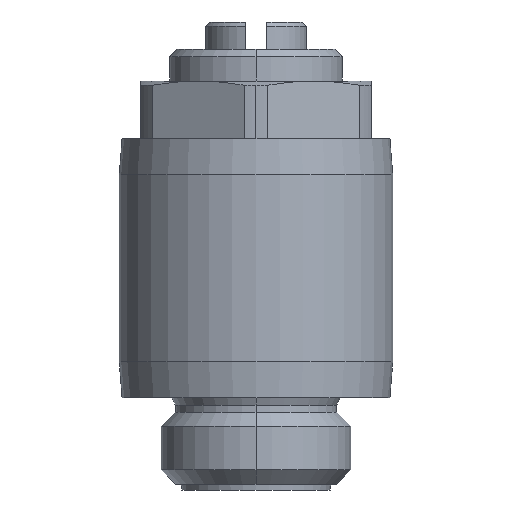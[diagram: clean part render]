
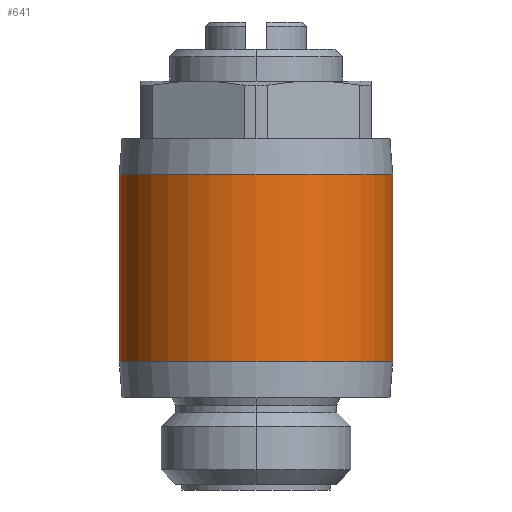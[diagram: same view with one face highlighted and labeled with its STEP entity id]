
A CAD part, left-side view. The second image highlights one B-rep face of the part: STEP entity #641.
In plain terms, the highlighted cylindrical face has radius 9.5 mm (diameter 19 mm), a partial arc.
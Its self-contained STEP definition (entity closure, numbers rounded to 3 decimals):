
#266 = VECTOR ( 'NONE', #8768, 1000. ) ;
#540 = EDGE_LOOP ( 'NONE', ( #1326, #6658, #13367, #3591 ) ) ;
#641 = ADVANCED_FACE ( 'NONE', ( #4672 ), #7585, .T. ) ;
#1130 = AXIS2_PLACEMENT_3D ( 'NONE', #15660, #14377, #8121 ) ;
#1194 = CARTESIAN_POINT ( 'NONE',  ( 4.5, -9.5, -6.5 ) ) ;
#1326 = ORIENTED_EDGE ( 'NONE', *, *, #10180, .T. ) ;
#2870 = EDGE_CURVE ( 'NONE', #4876, #4397, #14851, .T. ) ;
#3310 = CIRCLE ( 'NONE', #1130, 9.5 ) ;
#3591 = ORIENTED_EDGE ( 'NONE', *, *, #8032, .F. ) ;
#4207 = DIRECTION ( 'NONE',  ( 0., -1., 0. ) ) ;
#4397 = VERTEX_POINT ( 'NONE', #14097 ) ;
#4672 = FACE_OUTER_BOUND ( 'NONE', #540, .T. ) ;
#4876 = VERTEX_POINT ( 'NONE', #5718 ) ;
#5067 = DIRECTION ( 'NONE',  ( 0., 0., 1. ) ) ;
#5199 = VERTEX_POINT ( 'NONE', #1194 ) ;
#5718 = CARTESIAN_POINT ( 'NONE',  ( 4.5, 9.5, -6.5 ) ) ;
#5880 = CIRCLE ( 'NONE', #10450, 9.5 ) ;
#6272 = CARTESIAN_POINT ( 'NONE',  ( 4.5, 9.5, 0. ) ) ;
#6658 = ORIENTED_EDGE ( 'NONE', *, *, #2870, .T. ) ;
#7514 = CARTESIAN_POINT ( 'NONE',  ( 4.5, -9.5, 0. ) ) ;
#7585 = CYLINDRICAL_SURFACE ( 'NONE', #11298, 9.5 ) ;
#8032 = EDGE_CURVE ( 'NONE', #5199, #8639, #11570, .T. ) ;
#8121 = DIRECTION ( 'NONE',  ( 0., -1., 0. ) ) ;
#8184 = CARTESIAN_POINT ( 'NONE',  ( 4.5, 0., 0. ) ) ;
#8639 = VERTEX_POINT ( 'NONE', #9768 ) ;
#8768 = DIRECTION ( 'NONE',  ( 0., 0., 1. ) ) ;
#9269 = EDGE_CURVE ( 'NONE', #4397, #8639, #5880, .T. ) ;
#9768 = CARTESIAN_POINT ( 'NONE',  ( 4.5, -9.5, 6.5 ) ) ;
#9969 = VECTOR ( 'NONE', #5067, 1000. ) ;
#10180 = EDGE_CURVE ( 'NONE', #5199, #4876, #3310, .T. ) ;
#10450 = AXIS2_PLACEMENT_3D ( 'NONE', #13701, #15090, #14997 ) ;
#11298 = AXIS2_PLACEMENT_3D ( 'NONE', #8184, #12920, #4207 ) ;
#11570 = LINE ( 'NONE', #7514, #266 ) ;
#12920 = DIRECTION ( 'NONE',  ( 0., 0., 1. ) ) ;
#13367 = ORIENTED_EDGE ( 'NONE', *, *, #9269, .T. ) ;
#13701 = CARTESIAN_POINT ( 'NONE',  ( 4.5, 0., 6.5 ) ) ;
#14097 = CARTESIAN_POINT ( 'NONE',  ( 4.5, 9.5, 6.5 ) ) ;
#14377 = DIRECTION ( 'NONE',  ( 0., 0., 1. ) ) ;
#14851 = LINE ( 'NONE', #6272, #9969 ) ;
#14997 = DIRECTION ( 'NONE',  ( 0., -1., 0. ) ) ;
#15090 = DIRECTION ( 'NONE',  ( 0., 0., -1. ) ) ;
#15660 = CARTESIAN_POINT ( 'NONE',  ( 4.5, 0., -6.5 ) ) ;
